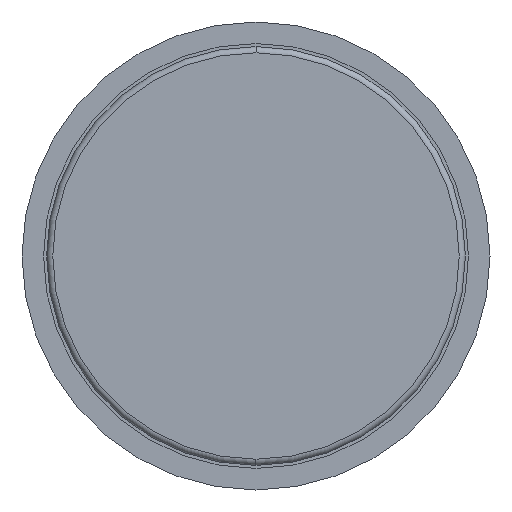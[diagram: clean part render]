
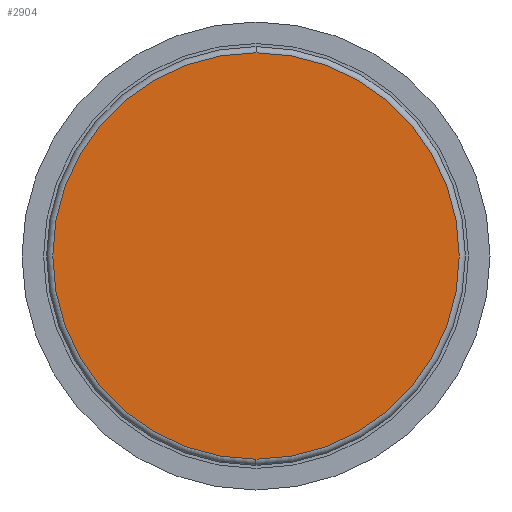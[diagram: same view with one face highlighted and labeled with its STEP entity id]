
A CAD part, front view. The second image highlights one B-rep face of the part: STEP entity #2904.
In plain terms, the highlighted planar face has unit normal (0, -1, 0).
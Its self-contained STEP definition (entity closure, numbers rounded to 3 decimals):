
#57 = CARTESIAN_POINT ( 'NONE',  ( 0., 0., 33. ) ) ;
#108 = DIRECTION ( 'NONE',  ( 0., 0., 1. ) ) ;
#224 = DIRECTION ( 'NONE',  ( 0., 0., 1. ) ) ;
#382 = FACE_OUTER_BOUND ( 'NONE', #2837, .T. ) ;
#602 = CARTESIAN_POINT ( 'NONE',  ( 0., 0., -33. ) ) ;
#1293 = CIRCLE ( 'NONE', #2941, 33. ) ;
#1342 = PLANE ( 'NONE',  #1553 ) ;
#1358 = CARTESIAN_POINT ( 'NONE',  ( -33.366, 0., -33. ) ) ;
#1461 = VERTEX_POINT ( 'NONE', #57 ) ;
#1553 = AXIS2_PLACEMENT_3D ( 'NONE', #1358, #2629, #1910 ) ;
#1750 = AXIS2_PLACEMENT_3D ( 'NONE', #2220, #2255, #224 ) ;
#1910 = DIRECTION ( 'NONE',  ( 1., 0., 0. ) ) ;
#1972 = EDGE_CURVE ( 'NONE', #1461, #3096, #3140, .T. ) ;
#2115 = ORIENTED_EDGE ( 'NONE', *, *, #2497, .T. ) ;
#2220 = CARTESIAN_POINT ( 'NONE',  ( 0., 0., 0. ) ) ;
#2255 = DIRECTION ( 'NONE',  ( 0., -1., 0. ) ) ;
#2497 = EDGE_CURVE ( 'NONE', #3096, #1461, #1293, .T. ) ;
#2629 = DIRECTION ( 'NONE',  ( 0., -1., 0. ) ) ;
#2793 = DIRECTION ( 'NONE',  ( 0., -1., 0. ) ) ;
#2837 = EDGE_LOOP ( 'NONE', ( #3000, #2115 ) ) ;
#2904 = ADVANCED_FACE ( 'NONE', ( #382 ), #1342, .T. ) ;
#2941 = AXIS2_PLACEMENT_3D ( 'NONE', #2990, #2793, #108 ) ;
#2990 = CARTESIAN_POINT ( 'NONE',  ( 0., 0., 0. ) ) ;
#3000 = ORIENTED_EDGE ( 'NONE', *, *, #1972, .T. ) ;
#3096 = VERTEX_POINT ( 'NONE', #602 ) ;
#3140 = CIRCLE ( 'NONE', #1750, 33. ) ;
